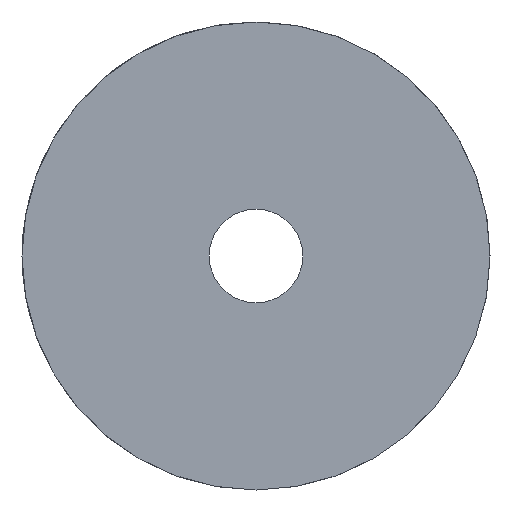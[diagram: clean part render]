
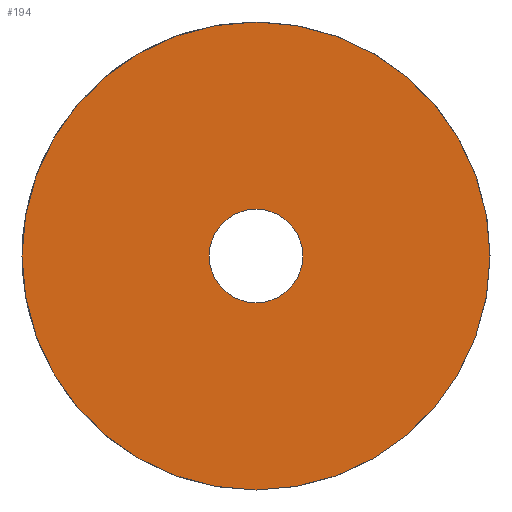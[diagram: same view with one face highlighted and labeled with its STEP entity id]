
A CAD part, left-side view. The second image highlights one B-rep face of the part: STEP entity #194.
In plain terms, the highlighted planar face has unit normal (-1, 0, 0).
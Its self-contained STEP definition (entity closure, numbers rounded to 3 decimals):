
#194 = ADVANCED_FACE( '', ( #447, #448 ), #449, .F. );
#447 = FACE_OUTER_BOUND( '', #758, .T. );
#448 = FACE_BOUND( '', #759, .T. );
#449 = PLANE( '', #760 );
#758 = EDGE_LOOP( '', ( #1199 ) );
#759 = EDGE_LOOP( '', ( #1200 ) );
#760 = AXIS2_PLACEMENT_3D( '', #1201, #1202, #1203 );
#1199 = ORIENTED_EDGE( '', *, *, #1818, .F. );
#1200 = ORIENTED_EDGE( '', *, *, #1846, .T. );
#1201 = CARTESIAN_POINT( '', ( 0., 0., 0. ) );
#1202 = DIRECTION( '', ( 1., 0., 0. ) );
#1203 = DIRECTION( '', ( 0., 0., -1. ) );
#1818 = EDGE_CURVE( '', #2164, #2164, #2165, .T. );
#1846 = EDGE_CURVE( '', #2202, #2202, #2203, .T. );
#2164 = VERTEX_POINT( '', #2568 );
#2165 = CIRCLE( '', #2569, 30. );
#2202 = VERTEX_POINT( '', #2610 );
#2203 = CIRCLE( '', #2611, 6. );
#2568 = CARTESIAN_POINT( '', ( 0., 0., -30. ) );
#2569 = AXIS2_PLACEMENT_3D( '', #2985, #2986, #2987 );
#2610 = CARTESIAN_POINT( '', ( 0., 0., -6. ) );
#2611 = AXIS2_PLACEMENT_3D( '', #3034, #3035, #3036 );
#2985 = CARTESIAN_POINT( '', ( 0., 0., 0. ) );
#2986 = DIRECTION( '', ( 1., 0., 0. ) );
#2987 = DIRECTION( '', ( 0., 0., -1. ) );
#3034 = CARTESIAN_POINT( '', ( 0., 0., 0. ) );
#3035 = DIRECTION( '', ( 1., 0., 0. ) );
#3036 = DIRECTION( '', ( 0., 0., -1. ) );
